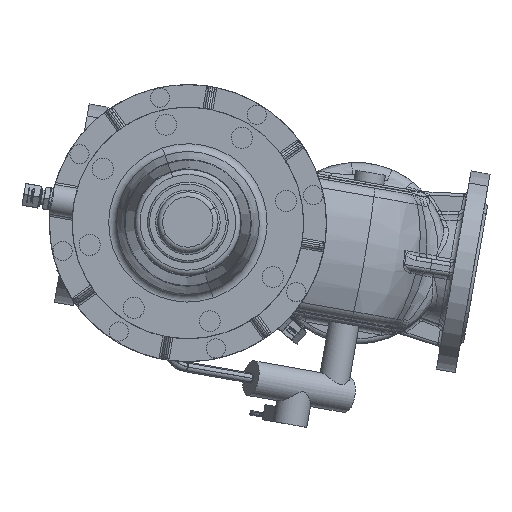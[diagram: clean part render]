
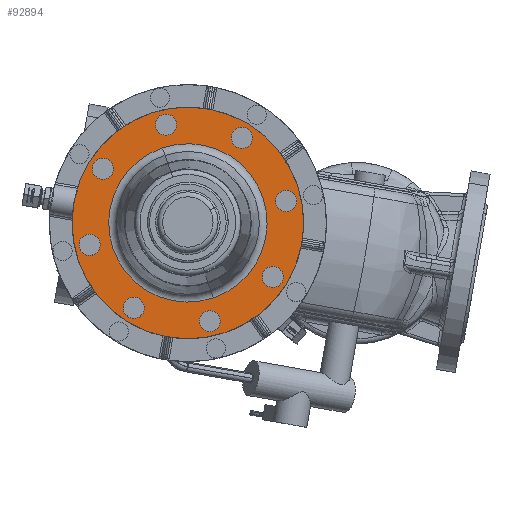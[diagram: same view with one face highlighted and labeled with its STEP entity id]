
A CAD part, top view. The second image highlights one B-rep face of the part: STEP entity #92894.
In plain terms, the highlighted planar face has unit normal (0, 0, 1).
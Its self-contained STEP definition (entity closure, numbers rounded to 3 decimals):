
#92254=DIRECTION('Axis2P3D Direction',(0.,-0.,1.)) ;
#92279=DIRECTION('Axis2P3D Direction',(0.,0.,1.)) ;
#92724=DIRECTION('Axis2P3D Direction',(-0.,0.,1.)) ;
#92725=DIRECTION('Axis2P3D XDirection',(0.,-1.,0.)) ;
#92733=DIRECTION('Axis2P3D Direction',(-0.,0.,1.)) ;
#92742=DIRECTION('Axis2P3D Direction',(-0.,0.,1.)) ;
#92751=DIRECTION('Axis2P3D Direction',(-0.,0.,1.)) ;
#92760=DIRECTION('Axis2P3D Direction',(-0.,0.,1.)) ;
#92769=DIRECTION('Axis2P3D Direction',(-0.,0.,1.)) ;
#92778=DIRECTION('Axis2P3D Direction',(-0.,0.,1.)) ;
#92787=DIRECTION('Axis2P3D Direction',(-0.,0.,1.)) ;
#92796=DIRECTION('Axis2P3D Direction',(-0.,0.,1.)) ;
#92805=DIRECTION('Axis2P3D Direction',(-0.,0.,1.)) ;
#92814=DIRECTION('Axis2P3D Direction',(-0.,0.,1.)) ;
#92823=DIRECTION('Axis2P3D Direction',(-0.,0.,1.)) ;
#92832=DIRECTION('Axis2P3D Direction',(-0.,0.,1.)) ;
#92841=DIRECTION('Axis2P3D Direction',(-0.,0.,1.)) ;
#92850=DIRECTION('Axis2P3D Direction',(-0.,0.,1.)) ;
#92859=DIRECTION('Axis2P3D Direction',(-0.,0.,1.)) ;
#92868=DIRECTION('Axis2P3D Direction',(-0.,0.,1.)) ;
#92877=DIRECTION('Axis2P3D Direction',(-0.,0.,1.)) ;
#92886=DIRECTION('Axis2P3D Direction',(-0.,0.,1.)) ;
#92250=CARTESIAN_POINT('Vertex',(-196.544,-80.756,330.)) ;
#92253=CARTESIAN_POINT('Axis2P3D Location',(-95.622,-25.622,330.)) ;
#92257=CARTESIAN_POINT('Vertex',(5.3,29.512,330.)) ;
#92278=CARTESIAN_POINT('Axis2P3D Location',(-95.622,-25.622,330.)) ;
#92723=CARTESIAN_POINT('Axis2P3D Location',(-174.26,-25.622,330.)) ;
#92732=CARTESIAN_POINT('Axis2P3D Location',(-57.353,66.766,330.)) ;
#92736=CARTESIAN_POINT('Vertex',(-46.853,66.766,330.)) ;
#92738=CARTESIAN_POINT('Vertex',(-67.853,66.766,330.)) ;
#92741=CARTESIAN_POINT('Axis2P3D Location',(-57.353,66.766,330.)) ;
#92750=CARTESIAN_POINT('Axis2P3D Location',(-95.622,-25.622,330.)) ;
#92754=CARTESIAN_POINT('Vertex',(-164.634,-63.323,330.)) ;
#92756=CARTESIAN_POINT('Vertex',(-26.61,12.08,330.)) ;
#92759=CARTESIAN_POINT('Axis2P3D Location',(-95.622,-25.622,330.)) ;
#92768=CARTESIAN_POINT('Axis2P3D Location',(-133.89,66.766,330.)) ;
#92772=CARTESIAN_POINT('Vertex',(-141.315,59.342,330.)) ;
#92774=CARTESIAN_POINT('Vertex',(-126.466,74.191,330.)) ;
#92777=CARTESIAN_POINT('Axis2P3D Location',(-133.89,66.766,330.)) ;
#92786=CARTESIAN_POINT('Axis2P3D Location',(-188.01,12.647,330.)) ;
#92790=CARTESIAN_POINT('Vertex',(-188.01,2.147,330.)) ;
#92792=CARTESIAN_POINT('Vertex',(-188.01,23.147,330.)) ;
#92795=CARTESIAN_POINT('Axis2P3D Location',(-188.01,12.647,330.)) ;
#92804=CARTESIAN_POINT('Axis2P3D Location',(-188.01,-63.89,330.)) ;
#92808=CARTESIAN_POINT('Vertex',(-180.585,-71.315,330.)) ;
#92810=CARTESIAN_POINT('Vertex',(-195.434,-56.466,330.)) ;
#92813=CARTESIAN_POINT('Axis2P3D Location',(-188.01,-63.89,330.)) ;
#92822=CARTESIAN_POINT('Axis2P3D Location',(-133.89,-118.01,330.)) ;
#92826=CARTESIAN_POINT('Vertex',(-123.39,-118.01,330.)) ;
#92828=CARTESIAN_POINT('Vertex',(-144.39,-118.01,330.)) ;
#92831=CARTESIAN_POINT('Axis2P3D Location',(-133.89,-118.01,330.)) ;
#92840=CARTESIAN_POINT('Axis2P3D Location',(-57.353,-118.01,330.)) ;
#92844=CARTESIAN_POINT('Vertex',(-49.929,-110.585,330.)) ;
#92846=CARTESIAN_POINT('Vertex',(-64.778,-125.434,330.)) ;
#92849=CARTESIAN_POINT('Axis2P3D Location',(-57.353,-118.01,330.)) ;
#92858=CARTESIAN_POINT('Axis2P3D Location',(-3.234,-63.89,330.)) ;
#92862=CARTESIAN_POINT('Vertex',(-3.234,-53.39,330.)) ;
#92864=CARTESIAN_POINT('Vertex',(-3.234,-74.39,330.)) ;
#92867=CARTESIAN_POINT('Axis2P3D Location',(-3.234,-63.89,330.)) ;
#92876=CARTESIAN_POINT('Axis2P3D Location',(-3.234,12.647,330.)) ;
#92880=CARTESIAN_POINT('Vertex',(-10.658,20.071,330.)) ;
#92882=CARTESIAN_POINT('Vertex',(4.191,5.222,330.)) ;
#92885=CARTESIAN_POINT('Axis2P3D Location',(-3.234,12.647,330.)) ;
#92255=AXIS2_PLACEMENT_3D('Circle Axis2P3D',#92253,#92254,$) ;
#92280=AXIS2_PLACEMENT_3D('Circle Axis2P3D',#92278,#92279,$) ;
#92726=AXIS2_PLACEMENT_3D('Plane Axis2P3D',#92723,#92724,#92725) ;
#92734=AXIS2_PLACEMENT_3D('Circle Axis2P3D',#92732,#92733,$) ;
#92743=AXIS2_PLACEMENT_3D('Circle Axis2P3D',#92741,#92742,$) ;
#92752=AXIS2_PLACEMENT_3D('Circle Axis2P3D',#92750,#92751,$) ;
#92761=AXIS2_PLACEMENT_3D('Circle Axis2P3D',#92759,#92760,$) ;
#92770=AXIS2_PLACEMENT_3D('Circle Axis2P3D',#92768,#92769,$) ;
#92779=AXIS2_PLACEMENT_3D('Circle Axis2P3D',#92777,#92778,$) ;
#92788=AXIS2_PLACEMENT_3D('Circle Axis2P3D',#92786,#92787,$) ;
#92797=AXIS2_PLACEMENT_3D('Circle Axis2P3D',#92795,#92796,$) ;
#92806=AXIS2_PLACEMENT_3D('Circle Axis2P3D',#92804,#92805,$) ;
#92815=AXIS2_PLACEMENT_3D('Circle Axis2P3D',#92813,#92814,$) ;
#92824=AXIS2_PLACEMENT_3D('Circle Axis2P3D',#92822,#92823,$) ;
#92833=AXIS2_PLACEMENT_3D('Circle Axis2P3D',#92831,#92832,$) ;
#92842=AXIS2_PLACEMENT_3D('Circle Axis2P3D',#92840,#92841,$) ;
#92851=AXIS2_PLACEMENT_3D('Circle Axis2P3D',#92849,#92850,$) ;
#92860=AXIS2_PLACEMENT_3D('Circle Axis2P3D',#92858,#92859,$) ;
#92869=AXIS2_PLACEMENT_3D('Circle Axis2P3D',#92867,#92868,$) ;
#92878=AXIS2_PLACEMENT_3D('Circle Axis2P3D',#92876,#92877,$) ;
#92887=AXIS2_PLACEMENT_3D('Circle Axis2P3D',#92885,#92886,$) ;
#92749=FACE_BOUND('',#92746,.T.) ;
#92767=FACE_BOUND('',#92764,.T.) ;
#92785=FACE_BOUND('',#92782,.T.) ;
#92803=FACE_BOUND('',#92800,.T.) ;
#92821=FACE_BOUND('',#92818,.T.) ;
#92839=FACE_BOUND('',#92836,.T.) ;
#92857=FACE_BOUND('',#92854,.T.) ;
#92875=FACE_BOUND('',#92872,.T.) ;
#92893=FACE_BOUND('',#92890,.T.) ;
#92259=EDGE_CURVE('',#92258,#92251,#92256,.T.) ;
#92282=EDGE_CURVE('',#92251,#92258,#92281,.T.) ;
#92740=EDGE_CURVE('',#92737,#92739,#92735,.T.) ;
#92745=EDGE_CURVE('',#92739,#92737,#92744,.T.) ;
#92758=EDGE_CURVE('',#92755,#92757,#92753,.T.) ;
#92763=EDGE_CURVE('',#92757,#92755,#92762,.T.) ;
#92776=EDGE_CURVE('',#92773,#92775,#92771,.T.) ;
#92781=EDGE_CURVE('',#92775,#92773,#92780,.T.) ;
#92794=EDGE_CURVE('',#92791,#92793,#92789,.T.) ;
#92799=EDGE_CURVE('',#92793,#92791,#92798,.T.) ;
#92812=EDGE_CURVE('',#92809,#92811,#92807,.T.) ;
#92817=EDGE_CURVE('',#92811,#92809,#92816,.T.) ;
#92830=EDGE_CURVE('',#92827,#92829,#92825,.T.) ;
#92835=EDGE_CURVE('',#92829,#92827,#92834,.T.) ;
#92848=EDGE_CURVE('',#92845,#92847,#92843,.T.) ;
#92853=EDGE_CURVE('',#92847,#92845,#92852,.T.) ;
#92866=EDGE_CURVE('',#92863,#92865,#92861,.T.) ;
#92871=EDGE_CURVE('',#92865,#92863,#92870,.T.) ;
#92884=EDGE_CURVE('',#92881,#92883,#92879,.T.) ;
#92889=EDGE_CURVE('',#92883,#92881,#92888,.T.) ;
#92727=PLANE('Plane',#92726) ;
#92729=ORIENTED_EDGE('',*,*,#92259,.T.) ;
#92730=ORIENTED_EDGE('',*,*,#92282,.T.) ;
#92747=ORIENTED_EDGE('',*,*,#92740,.F.) ;
#92748=ORIENTED_EDGE('',*,*,#92745,.F.) ;
#92765=ORIENTED_EDGE('',*,*,#92758,.F.) ;
#92766=ORIENTED_EDGE('',*,*,#92763,.F.) ;
#92783=ORIENTED_EDGE('',*,*,#92776,.F.) ;
#92784=ORIENTED_EDGE('',*,*,#92781,.F.) ;
#92801=ORIENTED_EDGE('',*,*,#92794,.F.) ;
#92802=ORIENTED_EDGE('',*,*,#92799,.F.) ;
#92819=ORIENTED_EDGE('',*,*,#92812,.F.) ;
#92820=ORIENTED_EDGE('',*,*,#92817,.F.) ;
#92837=ORIENTED_EDGE('',*,*,#92830,.F.) ;
#92838=ORIENTED_EDGE('',*,*,#92835,.F.) ;
#92855=ORIENTED_EDGE('',*,*,#92848,.F.) ;
#92856=ORIENTED_EDGE('',*,*,#92853,.F.) ;
#92873=ORIENTED_EDGE('',*,*,#92866,.F.) ;
#92874=ORIENTED_EDGE('',*,*,#92871,.F.) ;
#92891=ORIENTED_EDGE('',*,*,#92884,.F.) ;
#92892=ORIENTED_EDGE('',*,*,#92889,.F.) ;
#92894=ADVANCED_FACE('Brep With Voids',(#92731,#92749,#92767,#92785,#92803,#92821,#92839,#92857,#92875,#92893),#92727,.T.) ;
#92256=CIRCLE('generated circle',#92255,115.) ;
#92281=CIRCLE('generated circle',#92280,115.) ;
#92735=CIRCLE('generated circle',#92734,10.5) ;
#92744=CIRCLE('generated circle',#92743,10.5) ;
#92753=CIRCLE('generated circle',#92752,78.639) ;
#92762=CIRCLE('generated circle',#92761,78.639) ;
#92771=CIRCLE('generated circle',#92770,10.5) ;
#92780=CIRCLE('generated circle',#92779,10.5) ;
#92789=CIRCLE('generated circle',#92788,10.5) ;
#92798=CIRCLE('generated circle',#92797,10.5) ;
#92807=CIRCLE('generated circle',#92806,10.5) ;
#92816=CIRCLE('generated circle',#92815,10.5) ;
#92825=CIRCLE('generated circle',#92824,10.5) ;
#92834=CIRCLE('generated circle',#92833,10.5) ;
#92843=CIRCLE('generated circle',#92842,10.5) ;
#92852=CIRCLE('generated circle',#92851,10.5) ;
#92861=CIRCLE('generated circle',#92860,10.5) ;
#92870=CIRCLE('generated circle',#92869,10.5) ;
#92879=CIRCLE('generated circle',#92878,10.5) ;
#92888=CIRCLE('generated circle',#92887,10.5) ;
#92251=VERTEX_POINT('',#92250) ;
#92258=VERTEX_POINT('',#92257) ;
#92737=VERTEX_POINT('',#92736) ;
#92739=VERTEX_POINT('',#92738) ;
#92755=VERTEX_POINT('',#92754) ;
#92757=VERTEX_POINT('',#92756) ;
#92773=VERTEX_POINT('',#92772) ;
#92775=VERTEX_POINT('',#92774) ;
#92791=VERTEX_POINT('',#92790) ;
#92793=VERTEX_POINT('',#92792) ;
#92809=VERTEX_POINT('',#92808) ;
#92811=VERTEX_POINT('',#92810) ;
#92827=VERTEX_POINT('',#92826) ;
#92829=VERTEX_POINT('',#92828) ;
#92845=VERTEX_POINT('',#92844) ;
#92847=VERTEX_POINT('',#92846) ;
#92863=VERTEX_POINT('',#92862) ;
#92865=VERTEX_POINT('',#92864) ;
#92881=VERTEX_POINT('',#92880) ;
#92883=VERTEX_POINT('',#92882) ;
#92728=EDGE_LOOP('',(#92729,#92730)) ;
#92746=EDGE_LOOP('',(#92747,#92748)) ;
#92764=EDGE_LOOP('',(#92765,#92766)) ;
#92782=EDGE_LOOP('',(#92783,#92784)) ;
#92800=EDGE_LOOP('',(#92801,#92802)) ;
#92818=EDGE_LOOP('',(#92819,#92820)) ;
#92836=EDGE_LOOP('',(#92837,#92838)) ;
#92854=EDGE_LOOP('',(#92855,#92856)) ;
#92872=EDGE_LOOP('',(#92873,#92874)) ;
#92890=EDGE_LOOP('',(#92891,#92892)) ;
#92731=FACE_OUTER_BOUND('',#92728,.T.) ;
